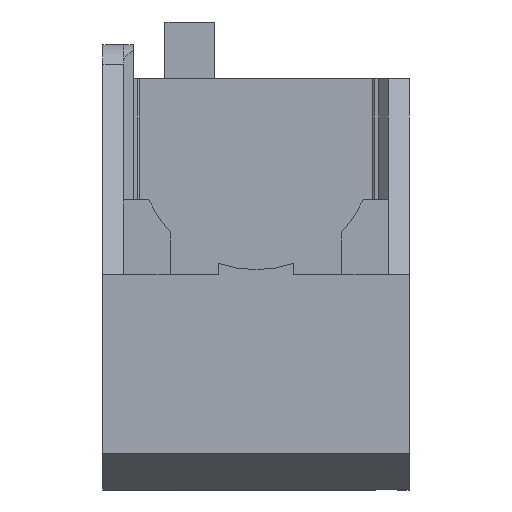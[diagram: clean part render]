
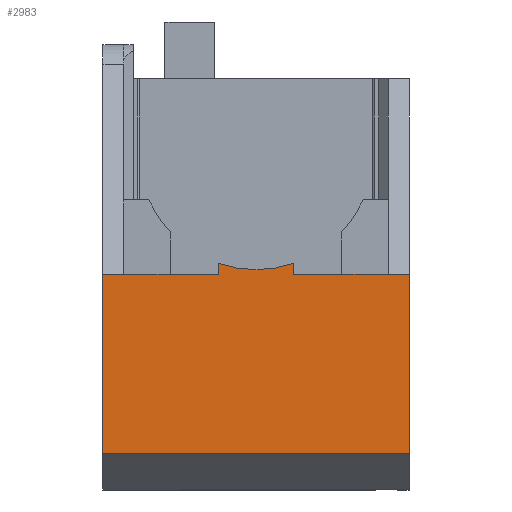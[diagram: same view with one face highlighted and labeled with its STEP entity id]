
A CAD part, left-side view. The second image highlights one B-rep face of the part: STEP entity #2983.
In plain terms, the highlighted planar face has unit normal (-1, 0, 0).
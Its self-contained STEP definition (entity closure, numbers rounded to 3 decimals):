
#44 = PLANE('',#45);
#45 = AXIS2_PLACEMENT_3D('',#46,#47,#48);
#46 = CARTESIAN_POINT('',(-2.13,0.,34.1));
#47 = DIRECTION('',(0.,0.,1.));
#48 = DIRECTION('',(1.,0.,0.));
#258 = VERTEX_POINT('',#259);
#259 = CARTESIAN_POINT('',(-19.,-24.2,34.1));
#273 = PLANE('',#274);
#274 = AXIS2_PLACEMENT_3D('',#275,#276,#277);
#275 = CARTESIAN_POINT('',(7.173,-24.2,33.798));
#276 = DIRECTION('',(0.,-1.,0.));
#277 = DIRECTION('',(0.,0.,-1.));
#1297 = VERTEX_POINT('',#1298);
#1298 = CARTESIAN_POINT('',(-19.,24.2,34.1));
#1312 = PLANE('',#1313);
#1313 = AXIS2_PLACEMENT_3D('',#1314,#1315,#1316);
#1314 = CARTESIAN_POINT('',(7.141,24.2,34.807));
#1315 = DIRECTION('',(0.,1.,0.));
#1316 = DIRECTION('',(1.,0.,0.));
#1324 = EDGE_CURVE('',#1325,#1297,#1327,.T.);
#1325 = VERTEX_POINT('',#1326);
#1326 = CARTESIAN_POINT('',(-19.,6.,34.1));
#1327 = SURFACE_CURVE('',#1328,(#1332,#1339),.PCURVE_S1.);
#1328 = LINE('',#1329,#1330);
#1329 = CARTESIAN_POINT('',(-19.,-24.2,34.1));
#1330 = VECTOR('',#1331,1.);
#1331 = DIRECTION('',(0.,1.,0.));
#1332 = PCURVE('',#44,#1333);
#1333 = DEFINITIONAL_REPRESENTATION('',(#1334),#1338);
#1334 = LINE('',#1335,#1336);
#1335 = CARTESIAN_POINT('',(-16.87,-24.2));
#1336 = VECTOR('',#1337,1.);
#1337 = DIRECTION('',(0.,1.));
#1338 = ( GEOMETRIC_REPRESENTATION_CONTEXT(2) 
PARAMETRIC_REPRESENTATION_CONTEXT() REPRESENTATION_CONTEXT('2D SPACE',''
  ) );
#1339 = PCURVE('',#1340,#1345);
#1340 = PLANE('',#1341);
#1341 = AXIS2_PLACEMENT_3D('',#1342,#1343,#1344);
#1342 = CARTESIAN_POINT('',(-19.,0.,20.411));
#1343 = DIRECTION('',(-1.,0.,0.));
#1344 = DIRECTION('',(0.,-1.,0.));
#1345 = DEFINITIONAL_REPRESENTATION('',(#1346),#1350);
#1346 = LINE('',#1347,#1348);
#1347 = CARTESIAN_POINT('',(24.2,13.689));
#1348 = VECTOR('',#1349,1.);
#1349 = DIRECTION('',(-1.,0.));
#1350 = ( GEOMETRIC_REPRESENTATION_CONTEXT(2) 
PARAMETRIC_REPRESENTATION_CONTEXT() REPRESENTATION_CONTEXT('2D SPACE',''
  ) );
#1368 = PLANE('',#1369);
#1369 = AXIS2_PLACEMENT_3D('',#1370,#1371,#1372);
#1370 = CARTESIAN_POINT('',(-16.,6.,34.975));
#1371 = DIRECTION('',(0.,1.,0.));
#1372 = DIRECTION('',(0.,0.,1.));
#1409 = VERTEX_POINT('',#1410);
#1410 = CARTESIAN_POINT('',(-19.,-6.,34.1));
#1424 = PLANE('',#1425);
#1425 = AXIS2_PLACEMENT_3D('',#1426,#1427,#1428);
#1426 = CARTESIAN_POINT('',(-16.,-6.,34.975));
#1427 = DIRECTION('',(-0.,-1.,-0.));
#1428 = DIRECTION('',(0.,0.,-1.));
#1436 = EDGE_CURVE('',#258,#1409,#1437,.T.);
#1437 = SURFACE_CURVE('',#1438,(#1442,#1449),.PCURVE_S1.);
#1438 = LINE('',#1439,#1440);
#1439 = CARTESIAN_POINT('',(-19.,-24.2,34.1));
#1440 = VECTOR('',#1441,1.);
#1441 = DIRECTION('',(0.,1.,0.));
#1442 = PCURVE('',#44,#1443);
#1443 = DEFINITIONAL_REPRESENTATION('',(#1444),#1448);
#1444 = LINE('',#1445,#1446);
#1445 = CARTESIAN_POINT('',(-16.87,-24.2));
#1446 = VECTOR('',#1447,1.);
#1447 = DIRECTION('',(0.,1.));
#1448 = ( GEOMETRIC_REPRESENTATION_CONTEXT(2) 
PARAMETRIC_REPRESENTATION_CONTEXT() REPRESENTATION_CONTEXT('2D SPACE',''
  ) );
#1449 = PCURVE('',#1340,#1450);
#1450 = DEFINITIONAL_REPRESENTATION('',(#1451),#1455);
#1451 = LINE('',#1452,#1453);
#1452 = CARTESIAN_POINT('',(24.2,13.689));
#1453 = VECTOR('',#1454,1.);
#1454 = DIRECTION('',(-1.,0.));
#1455 = ( GEOMETRIC_REPRESENTATION_CONTEXT(2) 
PARAMETRIC_REPRESENTATION_CONTEXT() REPRESENTATION_CONTEXT('2D SPACE',''
  ) );
#2330 = EDGE_CURVE('',#2331,#258,#2333,.T.);
#2331 = VERTEX_POINT('',#2332);
#2332 = CARTESIAN_POINT('',(-19.,-24.2,5.837));
#2333 = SURFACE_CURVE('',#2334,(#2338,#2345),.PCURVE_S1.);
#2334 = LINE('',#2335,#2336);
#2335 = CARTESIAN_POINT('',(-19.,-24.2,19.533));
#2336 = VECTOR('',#2337,1.);
#2337 = DIRECTION('',(0.,0.,1.));
#2338 = PCURVE('',#273,#2339);
#2339 = DEFINITIONAL_REPRESENTATION('',(#2340),#2344);
#2340 = LINE('',#2341,#2342);
#2341 = CARTESIAN_POINT('',(14.265,-26.173));
#2342 = VECTOR('',#2343,1.);
#2343 = DIRECTION('',(-1.,0.));
#2344 = ( GEOMETRIC_REPRESENTATION_CONTEXT(2) 
PARAMETRIC_REPRESENTATION_CONTEXT() REPRESENTATION_CONTEXT('2D SPACE',''
  ) );
#2345 = PCURVE('',#1340,#2346);
#2346 = DEFINITIONAL_REPRESENTATION('',(#2347),#2351);
#2347 = LINE('',#2348,#2349);
#2348 = CARTESIAN_POINT('',(24.2,-0.878));
#2349 = VECTOR('',#2350,1.);
#2350 = DIRECTION('',(0.,1.));
#2351 = ( GEOMETRIC_REPRESENTATION_CONTEXT(2) 
PARAMETRIC_REPRESENTATION_CONTEXT() REPRESENTATION_CONTEXT('2D SPACE',''
  ) );
#2369 = PLANE('',#2370);
#2370 = AXIS2_PLACEMENT_3D('',#2371,#2372,#2373);
#2371 = CARTESIAN_POINT('',(-9.189,24.2,0.));
#2372 = DIRECTION('',(-0.511,0.,-0.859));
#2373 = DIRECTION('',(-0.859,0.,0.511));
#2983 = ADVANCED_FACE('',(#2984),#1340,.T.);
#2984 = FACE_BOUND('',#2985,.T.);
#2985 = EDGE_LOOP('',(#2986,#2987,#3010,#3039,#3060,#3061,#3084,#3105));
#2986 = ORIENTED_EDGE('',*,*,#1436,.T.);
#2987 = ORIENTED_EDGE('',*,*,#2988,.T.);
#2988 = EDGE_CURVE('',#1409,#2989,#2991,.T.);
#2989 = VERTEX_POINT('',#2990);
#2990 = CARTESIAN_POINT('',(-19.,-6.,35.85));
#2991 = SURFACE_CURVE('',#2992,(#2996,#3003),.PCURVE_S1.);
#2992 = LINE('',#2993,#2994);
#2993 = CARTESIAN_POINT('',(-19.,-6.,34.1));
#2994 = VECTOR('',#2995,1.);
#2995 = DIRECTION('',(0.,0.,1.));
#2996 = PCURVE('',#1340,#2997);
#2997 = DEFINITIONAL_REPRESENTATION('',(#2998),#3002);
#2998 = LINE('',#2999,#3000);
#2999 = CARTESIAN_POINT('',(6.,13.689));
#3000 = VECTOR('',#3001,1.);
#3001 = DIRECTION('',(0.,1.));
#3002 = ( GEOMETRIC_REPRESENTATION_CONTEXT(2) 
PARAMETRIC_REPRESENTATION_CONTEXT() REPRESENTATION_CONTEXT('2D SPACE',''
  ) );
#3003 = PCURVE('',#1424,#3004);
#3004 = DEFINITIONAL_REPRESENTATION('',(#3005),#3009);
#3005 = LINE('',#3006,#3007);
#3006 = CARTESIAN_POINT('',(0.875,-3.));
#3007 = VECTOR('',#3008,1.);
#3008 = DIRECTION('',(-1.,0.));
#3009 = ( GEOMETRIC_REPRESENTATION_CONTEXT(2) 
PARAMETRIC_REPRESENTATION_CONTEXT() REPRESENTATION_CONTEXT('2D SPACE',''
  ) );
#3010 = ORIENTED_EDGE('',*,*,#3011,.F.);
#3011 = EDGE_CURVE('',#3012,#2989,#3014,.T.);
#3012 = VERTEX_POINT('',#3013);
#3013 = CARTESIAN_POINT('',(-19.,6.,35.85));
#3014 = SURFACE_CURVE('',#3015,(#3020,#3027),.PCURVE_S1.);
#3015 = CIRCLE('',#3016,18.5);
#3016 = AXIS2_PLACEMENT_3D('',#3017,#3018,#3019);
#3017 = CARTESIAN_POINT('',(-19.,0.,53.35));
#3018 = DIRECTION('',(-1.,0.,0.));
#3019 = DIRECTION('',(0.,-1.,0.));
#3020 = PCURVE('',#1340,#3021);
#3021 = DEFINITIONAL_REPRESENTATION('',(#3022),#3026);
#3022 = CIRCLE('',#3023,18.5);
#3023 = AXIS2_PLACEMENT_2D('',#3024,#3025);
#3024 = CARTESIAN_POINT('',(0.,32.939));
#3025 = DIRECTION('',(1.,0.));
#3026 = ( GEOMETRIC_REPRESENTATION_CONTEXT(2) 
PARAMETRIC_REPRESENTATION_CONTEXT() REPRESENTATION_CONTEXT('2D SPACE',''
  ) );
#3027 = PCURVE('',#3028,#3033);
#3028 = CYLINDRICAL_SURFACE('',#3029,18.5);
#3029 = AXIS2_PLACEMENT_3D('',#3030,#3031,#3032);
#3030 = CARTESIAN_POINT('',(-18.,0.,53.35));
#3031 = DIRECTION('',(1.,0.,0.));
#3032 = DIRECTION('',(0.,-1.,0.));
#3033 = DEFINITIONAL_REPRESENTATION('',(#3034),#3038);
#3034 = LINE('',#3035,#3036);
#3035 = CARTESIAN_POINT('',(-0.,-1.));
#3036 = VECTOR('',#3037,1.);
#3037 = DIRECTION('',(-1.,0.));
#3038 = ( GEOMETRIC_REPRESENTATION_CONTEXT(2) 
PARAMETRIC_REPRESENTATION_CONTEXT() REPRESENTATION_CONTEXT('2D SPACE',''
  ) );
#3039 = ORIENTED_EDGE('',*,*,#3040,.F.);
#3040 = EDGE_CURVE('',#1325,#3012,#3041,.T.);
#3041 = SURFACE_CURVE('',#3042,(#3046,#3053),.PCURVE_S1.);
#3042 = LINE('',#3043,#3044);
#3043 = CARTESIAN_POINT('',(-19.,6.,34.1));
#3044 = VECTOR('',#3045,1.);
#3045 = DIRECTION('',(0.,0.,1.));
#3046 = PCURVE('',#1340,#3047);
#3047 = DEFINITIONAL_REPRESENTATION('',(#3048),#3052);
#3048 = LINE('',#3049,#3050);
#3049 = CARTESIAN_POINT('',(-6.,13.689));
#3050 = VECTOR('',#3051,1.);
#3051 = DIRECTION('',(0.,1.));
#3052 = ( GEOMETRIC_REPRESENTATION_CONTEXT(2) 
PARAMETRIC_REPRESENTATION_CONTEXT() REPRESENTATION_CONTEXT('2D SPACE',''
  ) );
#3053 = PCURVE('',#1368,#3054);
#3054 = DEFINITIONAL_REPRESENTATION('',(#3055),#3059);
#3055 = LINE('',#3056,#3057);
#3056 = CARTESIAN_POINT('',(-0.875,-3.));
#3057 = VECTOR('',#3058,1.);
#3058 = DIRECTION('',(1.,0.));
#3059 = ( GEOMETRIC_REPRESENTATION_CONTEXT(2) 
PARAMETRIC_REPRESENTATION_CONTEXT() REPRESENTATION_CONTEXT('2D SPACE',''
  ) );
#3060 = ORIENTED_EDGE('',*,*,#1324,.T.);
#3061 = ORIENTED_EDGE('',*,*,#3062,.F.);
#3062 = EDGE_CURVE('',#3063,#1297,#3065,.T.);
#3063 = VERTEX_POINT('',#3064);
#3064 = CARTESIAN_POINT('',(-19.,24.2,5.837));
#3065 = SURFACE_CURVE('',#3066,(#3070,#3077),.PCURVE_S1.);
#3066 = LINE('',#3067,#3068);
#3067 = CARTESIAN_POINT('',(-19.,24.2,5.837));
#3068 = VECTOR('',#3069,1.);
#3069 = DIRECTION('',(0.,0.,1.));
#3070 = PCURVE('',#1340,#3071);
#3071 = DEFINITIONAL_REPRESENTATION('',(#3072),#3076);
#3072 = LINE('',#3073,#3074);
#3073 = CARTESIAN_POINT('',(-24.2,-14.574));
#3074 = VECTOR('',#3075,1.);
#3075 = DIRECTION('',(0.,1.));
#3076 = ( GEOMETRIC_REPRESENTATION_CONTEXT(2) 
PARAMETRIC_REPRESENTATION_CONTEXT() REPRESENTATION_CONTEXT('2D SPACE',''
  ) );
#3077 = PCURVE('',#1312,#3078);
#3078 = DEFINITIONAL_REPRESENTATION('',(#3079),#3083);
#3079 = LINE('',#3080,#3081);
#3080 = CARTESIAN_POINT('',(-26.141,28.969));
#3081 = VECTOR('',#3082,1.);
#3082 = DIRECTION('',(-0.,-1.));
#3083 = ( GEOMETRIC_REPRESENTATION_CONTEXT(2) 
PARAMETRIC_REPRESENTATION_CONTEXT() REPRESENTATION_CONTEXT('2D SPACE',''
  ) );
#3084 = ORIENTED_EDGE('',*,*,#3085,.T.);
#3085 = EDGE_CURVE('',#3063,#2331,#3086,.T.);
#3086 = SURFACE_CURVE('',#3087,(#3091,#3098),.PCURVE_S1.);
#3087 = LINE('',#3088,#3089);
#3088 = CARTESIAN_POINT('',(-19.,24.2,5.837));
#3089 = VECTOR('',#3090,1.);
#3090 = DIRECTION('',(0.,-1.,0.));
#3091 = PCURVE('',#1340,#3092);
#3092 = DEFINITIONAL_REPRESENTATION('',(#3093),#3097);
#3093 = LINE('',#3094,#3095);
#3094 = CARTESIAN_POINT('',(-24.2,-14.574));
#3095 = VECTOR('',#3096,1.);
#3096 = DIRECTION('',(1.,0.));
#3097 = ( GEOMETRIC_REPRESENTATION_CONTEXT(2) 
PARAMETRIC_REPRESENTATION_CONTEXT() REPRESENTATION_CONTEXT('2D SPACE',''
  ) );
#3098 = PCURVE('',#2369,#3099);
#3099 = DEFINITIONAL_REPRESENTATION('',(#3100),#3104);
#3100 = LINE('',#3101,#3102);
#3101 = CARTESIAN_POINT('',(11.416,0.));
#3102 = VECTOR('',#3103,1.);
#3103 = DIRECTION('',(0.,-1.));
#3104 = ( GEOMETRIC_REPRESENTATION_CONTEXT(2) 
PARAMETRIC_REPRESENTATION_CONTEXT() REPRESENTATION_CONTEXT('2D SPACE',''
  ) );
#3105 = ORIENTED_EDGE('',*,*,#2330,.T.);
